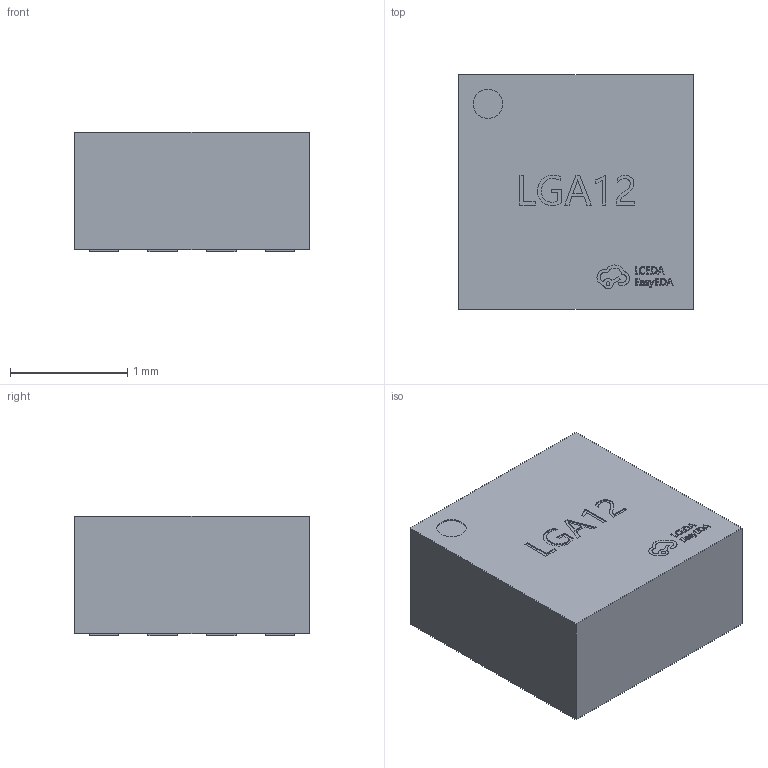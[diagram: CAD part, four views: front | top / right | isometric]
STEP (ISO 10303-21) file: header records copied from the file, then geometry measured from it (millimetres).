
FILE_DESCRIPTION (( 'STEP AP214' ), '1' );
FILE_NAME ('LGA-12_L2.0-W2.0-H1.0-P0.50.step', '2022-07-04T13:20:16', ( '' ), ( '' ), 'SwSTEP 2.0', 'SolidWorks 2020', '' );
FILE_SCHEMA (( 'AUTOMOTIVE_DESIGN' ));
Length unit declared in the file: millimetre
Products named in the file (1): LGA-12_L2.0-W2.0-H1.0-P0.50
Bounding box: 2 x 2 x 1.02 mm (x, y, z)
Volume: 4 mm3; surface area: 17.8 mm2
Topology: 13 solids, 13 shells, 424 faces, 1095 edges, 730 vertices
Faces by surface type: plane 290, bspline 132, cylinder 2
Entity records: 19102 total; most frequent: CARTESIAN_POINT 5462, ORIENTED_EDGE 2190, DIRECTION 1417, EDGE_CURVE 1095, LINE 823, VECTOR 823, VERTEX_POINT 730, EDGE_LOOP 457
